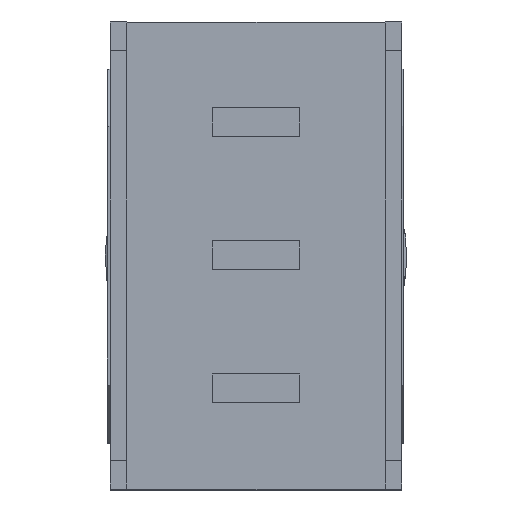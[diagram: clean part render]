
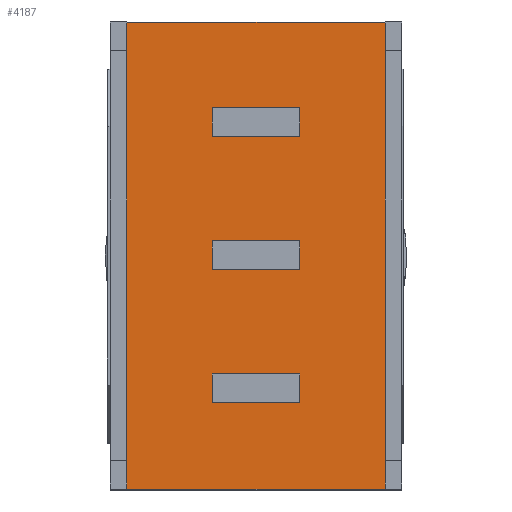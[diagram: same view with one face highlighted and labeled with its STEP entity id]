
A CAD part, top view. The second image highlights one B-rep face of the part: STEP entity #4187.
In plain terms, the highlighted planar face has unit normal (0, 0, 1).
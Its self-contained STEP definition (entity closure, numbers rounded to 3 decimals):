
#4 = LINE ( 'NONE', #3630, #978 ) ;
#71 = VERTEX_POINT ( 'NONE', #2080 ) ;
#85 = CARTESIAN_POINT ( 'NONE',  ( -0.76, 0.25, 8.202 ) ) ;
#132 = CARTESIAN_POINT ( 'NONE',  ( 0.76, 2.565, 8.202 ) ) ;
#164 = VECTOR ( 'NONE', #3976, 1000. ) ;
#243 = VERTEX_POINT ( 'NONE', #1860 ) ;
#261 = EDGE_CURVE ( 'NONE', #3769, #1335, #558, .T. ) ;
#312 = FACE_BOUND ( 'NONE', #2599, .T. ) ;
#329 = ORIENTED_EDGE ( 'NONE', *, *, #2952, .T. ) ;
#332 = DIRECTION ( 'NONE',  ( 0., 0., -1. ) ) ;
#376 = CARTESIAN_POINT ( 'NONE',  ( -2.25, 4.065, 8.202 ) ) ;
#378 = DIRECTION ( 'NONE',  ( -1., 0., 0. ) ) ;
#516 = VERTEX_POINT ( 'NONE', #85 ) ;
#558 = LINE ( 'NONE', #1897, #2176 ) ;
#559 = VECTOR ( 'NONE', #584, 1000. ) ;
#584 = DIRECTION ( 'NONE',  ( -1., 0., 0. ) ) ;
#599 = CARTESIAN_POINT ( 'NONE',  ( 0., -2.565, 8.202 ) ) ;
#630 = VECTOR ( 'NONE', #4008, 1000. ) ;
#646 = DIRECTION ( 'NONE',  ( 1., 0., 0. ) ) ;
#754 = DIRECTION ( 'NONE',  ( 0., 1., 0. ) ) ;
#801 = CARTESIAN_POINT ( 'NONE',  ( 0.76, 0., 8.202 ) ) ;
#821 = LINE ( 'NONE', #801, #3023 ) ;
#874 = ORIENTED_EDGE ( 'NONE', *, *, #2732, .F. ) ;
#970 = ORIENTED_EDGE ( 'NONE', *, *, #261, .F. ) ;
#978 = VECTOR ( 'NONE', #2973, 1000. ) ;
#986 = VECTOR ( 'NONE', #646, 1000. ) ;
#991 = ORIENTED_EDGE ( 'NONE', *, *, #1905, .T. ) ;
#999 = EDGE_CURVE ( 'NONE', #3629, #3103, #1615, .T. ) ;
#1060 = ORIENTED_EDGE ( 'NONE', *, *, #3015, .F. ) ;
#1074 = LINE ( 'NONE', #2064, #1685 ) ;
#1156 = ORIENTED_EDGE ( 'NONE', *, *, #2571, .F. ) ;
#1181 = LINE ( 'NONE', #4185, #2187 ) ;
#1218 = CARTESIAN_POINT ( 'NONE',  ( 0.76, -2.065, 8.202 ) ) ;
#1225 = EDGE_CURVE ( 'NONE', #1312, #4090, #3774, .T. ) ;
#1296 = CARTESIAN_POINT ( 'NONE',  ( 2.25, 4.065, 8.202 ) ) ;
#1312 = VERTEX_POINT ( 'NONE', #1455 ) ;
#1315 = LINE ( 'NONE', #2660, #630 ) ;
#1335 = VERTEX_POINT ( 'NONE', #4169 ) ;
#1342 = CARTESIAN_POINT ( 'NONE',  ( -0.76, -0.25, 8.202 ) ) ;
#1362 = CARTESIAN_POINT ( 'NONE',  ( 0.76, 2.065, 8.202 ) ) ;
#1400 = EDGE_CURVE ( 'NONE', #2106, #3676, #1805, .T. ) ;
#1403 = ORIENTED_EDGE ( 'NONE', *, *, #1225, .T. ) ;
#1404 = LINE ( 'NONE', #4077, #3650 ) ;
#1442 = CARTESIAN_POINT ( 'NONE',  ( -0.76, 2.065, 8.202 ) ) ;
#1455 = CARTESIAN_POINT ( 'NONE',  ( 2.25, -4.065, 8.202 ) ) ;
#1552 = VECTOR ( 'NONE', #2163, 1000. ) ;
#1615 = LINE ( 'NONE', #2582, #164 ) ;
#1648 = PLANE ( 'NONE',  #4097 ) ;
#1668 = DIRECTION ( 'NONE',  ( -1., 0., 0. ) ) ;
#1685 = VECTOR ( 'NONE', #3763, 1000. ) ;
#1688 = ORIENTED_EDGE ( 'NONE', *, *, #2763, .T. ) ;
#1708 = VECTOR ( 'NONE', #3150, 1000. ) ;
#1752 = DIRECTION ( 'NONE',  ( 0., -1., 0. ) ) ;
#1768 = EDGE_CURVE ( 'NONE', #71, #1853, #1404, .T. ) ;
#1774 = VECTOR ( 'NONE', #754, 1000. ) ;
#1805 = LINE ( 'NONE', #3112, #1708 ) ;
#1807 = EDGE_CURVE ( 'NONE', #3226, #2014, #4226, .T. ) ;
#1831 = VECTOR ( 'NONE', #378, 1000. ) ;
#1853 = VERTEX_POINT ( 'NONE', #2262 ) ;
#1860 = CARTESIAN_POINT ( 'NONE',  ( 0.76, -2.565, 8.202 ) ) ;
#1864 = CARTESIAN_POINT ( 'NONE',  ( 0., 2.565, 8.202 ) ) ;
#1891 = ORIENTED_EDGE ( 'NONE', *, *, #1400, .F. ) ;
#1897 = CARTESIAN_POINT ( 'NONE',  ( 0., -0.25, 8.202 ) ) ;
#1905 = EDGE_CURVE ( 'NONE', #516, #2173, #4, .T. ) ;
#2014 = VERTEX_POINT ( 'NONE', #132 ) ;
#2064 = CARTESIAN_POINT ( 'NONE',  ( 0.76, 0., 8.202 ) ) ;
#2080 = CARTESIAN_POINT ( 'NONE',  ( -2.25, -4.065, 8.202 ) ) ;
#2106 = VERTEX_POINT ( 'NONE', #1442 ) ;
#2163 = DIRECTION ( 'NONE',  ( 0., -1., 0. ) ) ;
#2173 = VERTEX_POINT ( 'NONE', #2899 ) ;
#2176 = VECTOR ( 'NONE', #3267, 1000. ) ;
#2187 = VECTOR ( 'NONE', #3459, 1000. ) ;
#2227 = ORIENTED_EDGE ( 'NONE', *, *, #1807, .T. ) ;
#2262 = CARTESIAN_POINT ( 'NONE',  ( -2.25, 4.065, 8.202 ) ) ;
#2366 = EDGE_LOOP ( 'NONE', ( #1403, #4213, #2891, #3240 ) ) ;
#2418 = LINE ( 'NONE', #3826, #3300 ) ;
#2495 = LINE ( 'NONE', #3840, #1552 ) ;
#2571 = EDGE_CURVE ( 'NONE', #3226, #2106, #1315, .T. ) ;
#2582 = CARTESIAN_POINT ( 'NONE',  ( 0., -2.065, 8.202 ) ) ;
#2588 = VECTOR ( 'NONE', #3166, 1000. ) ;
#2599 = EDGE_LOOP ( 'NONE', ( #991, #1688, #970, #874 ) ) ;
#2660 = CARTESIAN_POINT ( 'NONE',  ( -0.76, 0., 8.202 ) ) ;
#2687 = FACE_BOUND ( 'NONE', #3350, .T. ) ;
#2730 = CARTESIAN_POINT ( 'NONE',  ( -2.54, -4.065, 8.202 ) ) ;
#2732 = EDGE_CURVE ( 'NONE', #516, #3769, #2418, .T. ) ;
#2763 = EDGE_CURVE ( 'NONE', #2173, #1335, #1074, .T. ) ;
#2891 = ORIENTED_EDGE ( 'NONE', *, *, #1768, .F. ) ;
#2899 = CARTESIAN_POINT ( 'NONE',  ( 0.76, 0.25, 8.202 ) ) ;
#2919 = EDGE_CURVE ( 'NONE', #4090, #1853, #3392, .T. ) ;
#2921 = ORIENTED_EDGE ( 'NONE', *, *, #3958, .T. ) ;
#2952 = EDGE_CURVE ( 'NONE', #3103, #243, #821, .T. ) ;
#2973 = DIRECTION ( 'NONE',  ( 1., 0., 0. ) ) ;
#2992 = CARTESIAN_POINT ( 'NONE',  ( -2.25, -4.575, 8.202 ) ) ;
#3015 = EDGE_CURVE ( 'NONE', #3629, #3542, #2495, .T. ) ;
#3023 = VECTOR ( 'NONE', #3180, 1000. ) ;
#3103 = VERTEX_POINT ( 'NONE', #1218 ) ;
#3112 = CARTESIAN_POINT ( 'NONE',  ( 0., 2.065, 8.202 ) ) ;
#3150 = DIRECTION ( 'NONE',  ( 1., 0., 0. ) ) ;
#3164 = EDGE_CURVE ( 'NONE', #3542, #243, #3622, .T. ) ;
#3166 = DIRECTION ( 'NONE',  ( 1., 0., 0. ) ) ;
#3180 = DIRECTION ( 'NONE',  ( 0., -1., 0. ) ) ;
#3226 = VERTEX_POINT ( 'NONE', #3997 ) ;
#3240 = ORIENTED_EDGE ( 'NONE', *, *, #3748, .F. ) ;
#3267 = DIRECTION ( 'NONE',  ( 1., 0., 0. ) ) ;
#3300 = VECTOR ( 'NONE', #1752, 1000. ) ;
#3320 = FACE_BOUND ( 'NONE', #3868, .T. ) ;
#3350 = EDGE_LOOP ( 'NONE', ( #2227, #2921, #1891, #1156 ) ) ;
#3392 = LINE ( 'NONE', #376, #559 ) ;
#3428 = ORIENTED_EDGE ( 'NONE', *, *, #999, .T. ) ;
#3436 = LINE ( 'NONE', #2730, #1831 ) ;
#3458 = DIRECTION ( 'NONE',  ( 0., 1., 0. ) ) ;
#3459 = DIRECTION ( 'NONE',  ( 0., -1., 0. ) ) ;
#3542 = VERTEX_POINT ( 'NONE', #3945 ) ;
#3622 = LINE ( 'NONE', #599, #986 ) ;
#3629 = VERTEX_POINT ( 'NONE', #3902 ) ;
#3630 = CARTESIAN_POINT ( 'NONE',  ( 0., 0.25, 8.202 ) ) ;
#3650 = VECTOR ( 'NONE', #3458, 1000. ) ;
#3676 = VERTEX_POINT ( 'NONE', #1362 ) ;
#3700 = FACE_OUTER_BOUND ( 'NONE', #2366, .T. ) ;
#3748 = EDGE_CURVE ( 'NONE', #1312, #71, #3436, .T. ) ;
#3763 = DIRECTION ( 'NONE',  ( 0., -1., 0. ) ) ;
#3769 = VERTEX_POINT ( 'NONE', #1342 ) ;
#3774 = LINE ( 'NONE', #4025, #1774 ) ;
#3826 = CARTESIAN_POINT ( 'NONE',  ( -0.76, 0., 8.202 ) ) ;
#3840 = CARTESIAN_POINT ( 'NONE',  ( -0.76, 0., 8.202 ) ) ;
#3868 = EDGE_LOOP ( 'NONE', ( #3428, #329, #4001, #1060 ) ) ;
#3902 = CARTESIAN_POINT ( 'NONE',  ( -0.76, -2.065, 8.202 ) ) ;
#3945 = CARTESIAN_POINT ( 'NONE',  ( -0.76, -2.565, 8.202 ) ) ;
#3958 = EDGE_CURVE ( 'NONE', #2014, #3676, #1181, .T. ) ;
#3976 = DIRECTION ( 'NONE',  ( 1., 0., 0. ) ) ;
#3997 = CARTESIAN_POINT ( 'NONE',  ( -0.76, 2.565, 8.202 ) ) ;
#4001 = ORIENTED_EDGE ( 'NONE', *, *, #3164, .F. ) ;
#4008 = DIRECTION ( 'NONE',  ( 0., -1., 0. ) ) ;
#4025 = CARTESIAN_POINT ( 'NONE',  ( 2.25, -4.575, 8.202 ) ) ;
#4077 = CARTESIAN_POINT ( 'NONE',  ( -2.25, -4.575, 8.202 ) ) ;
#4090 = VERTEX_POINT ( 'NONE', #1296 ) ;
#4097 = AXIS2_PLACEMENT_3D ( 'NONE', #2992, #332, #1668 ) ;
#4169 = CARTESIAN_POINT ( 'NONE',  ( 0.76, -0.25, 8.202 ) ) ;
#4185 = CARTESIAN_POINT ( 'NONE',  ( 0.76, 0., 8.202 ) ) ;
#4187 = ADVANCED_FACE ( 'NONE', ( #3320, #312, #2687, #3700 ), #1648, .F. ) ;
#4213 = ORIENTED_EDGE ( 'NONE', *, *, #2919, .T. ) ;
#4226 = LINE ( 'NONE', #1864, #2588 ) ;
